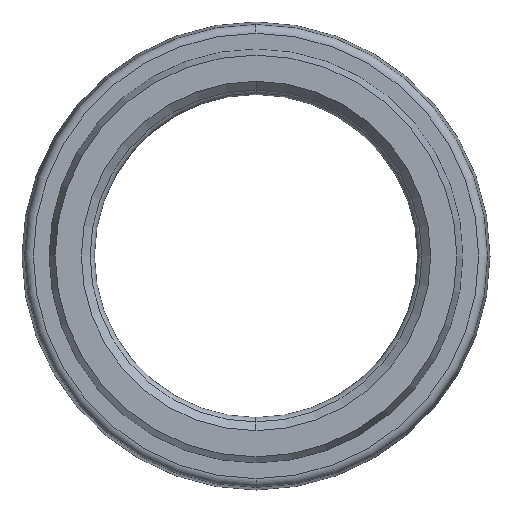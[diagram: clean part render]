
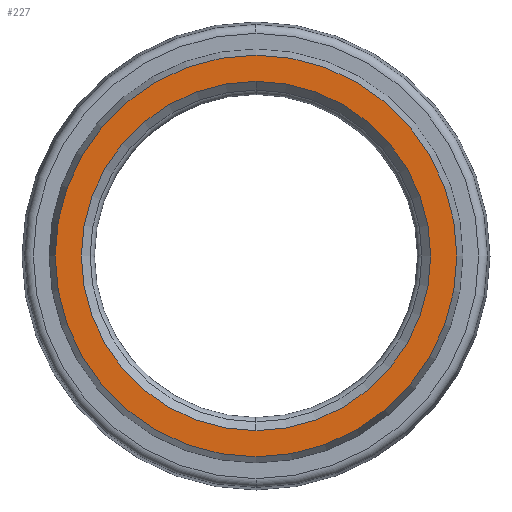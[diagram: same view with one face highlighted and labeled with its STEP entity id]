
A CAD part, left-side view. The second image highlights one B-rep face of the part: STEP entity #227.
In plain terms, the highlighted planar face has unit normal (-1, 0, 0).
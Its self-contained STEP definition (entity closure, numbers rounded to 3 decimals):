
#35 = CARTESIAN_POINT ( 'NONE',  ( 0., 0., -10. ) ) ;
#43 = CARTESIAN_POINT ( 'NONE',  ( 0., 0., -11.5 ) ) ;
#57 = CARTESIAN_POINT ( 'NONE',  ( 0., 0., 10. ) ) ;
#83 = AXIS2_PLACEMENT_3D ( 'NONE', #661, #662, #134 ) ;
#127 = DIRECTION ( 'NONE',  ( 0., 0., -1. ) ) ;
#132 = DIRECTION ( 'NONE',  ( 1., 0., 0. ) ) ;
#134 = DIRECTION ( 'NONE',  ( 0., 0., 1. ) ) ;
#145 = PLANE ( 'NONE',  #200 ) ;
#146 = CARTESIAN_POINT ( 'NONE',  ( 0., 9.5, 0. ) ) ;
#182 = EDGE_CURVE ( 'NONE', #1072, #1063, #471, .T. ) ;
#190 = AXIS2_PLACEMENT_3D ( 'NONE', #402, #403, #380 ) ;
#195 = AXIS2_PLACEMENT_3D ( 'NONE', #673, #654, #665 ) ;
#200 = AXIS2_PLACEMENT_3D ( 'NONE', #146, #132, #127 ) ;
#203 = AXIS2_PLACEMENT_3D ( 'NONE', #699, #700, #655 ) ;
#227 = ADVANCED_FACE ( 'NONE', ( #495, #496 ), #145, .F. ) ;
#380 = DIRECTION ( 'NONE',  ( 0., 0., -1. ) ) ;
#402 = CARTESIAN_POINT ( 'NONE',  ( 0., 0., 0. ) ) ;
#403 = DIRECTION ( 'NONE',  ( 1., 0., 0. ) ) ;
#409 = ORIENTED_EDGE ( 'NONE', *, *, #996, .T. ) ;
#446 = ORIENTED_EDGE ( 'NONE', *, *, #182, .T. ) ;
#471 = CIRCLE ( 'NONE', #190, 10. ) ;
#495 = FACE_BOUND ( 'NONE', #1125, .T. ) ;
#496 = FACE_OUTER_BOUND ( 'NONE', #1116, .T. ) ;
#517 = CIRCLE ( 'NONE', #203, 10. ) ;
#559 = CIRCLE ( 'NONE', #195, 11.5 ) ;
#610 = CIRCLE ( 'NONE', #83, 11.5 ) ;
#631 = ORIENTED_EDGE ( 'NONE', *, *, #1000, .T. ) ;
#641 = ORIENTED_EDGE ( 'NONE', *, *, #1010, .T. ) ;
#654 = DIRECTION ( 'NONE',  ( -1., 0., 0. ) ) ;
#655 = DIRECTION ( 'NONE',  ( 0., 0., -1. ) ) ;
#661 = CARTESIAN_POINT ( 'NONE',  ( 0., 0., 0. ) ) ;
#662 = DIRECTION ( 'NONE',  ( -1., 0., 0. ) ) ;
#665 = DIRECTION ( 'NONE',  ( 0., 0., 1. ) ) ;
#673 = CARTESIAN_POINT ( 'NONE',  ( 0., 0., 0. ) ) ;
#699 = CARTESIAN_POINT ( 'NONE',  ( 0., 0., 0. ) ) ;
#700 = DIRECTION ( 'NONE',  ( 1., 0., 0. ) ) ;
#956 = CARTESIAN_POINT ( 'NONE',  ( 0., 0., 11.5 ) ) ;
#996 = EDGE_CURVE ( 'NONE', #1063, #1072, #517, .T. ) ;
#1000 = EDGE_CURVE ( 'NONE', #1074, #1101, #559, .T. ) ;
#1010 = EDGE_CURVE ( 'NONE', #1101, #1074, #610, .T. ) ;
#1063 = VERTEX_POINT ( 'NONE', #35 ) ;
#1072 = VERTEX_POINT ( 'NONE', #57 ) ;
#1074 = VERTEX_POINT ( 'NONE', #43 ) ;
#1101 = VERTEX_POINT ( 'NONE', #956 ) ;
#1116 = EDGE_LOOP ( 'NONE', ( #631, #641 ) ) ;
#1125 = EDGE_LOOP ( 'NONE', ( #446, #409 ) ) ;
